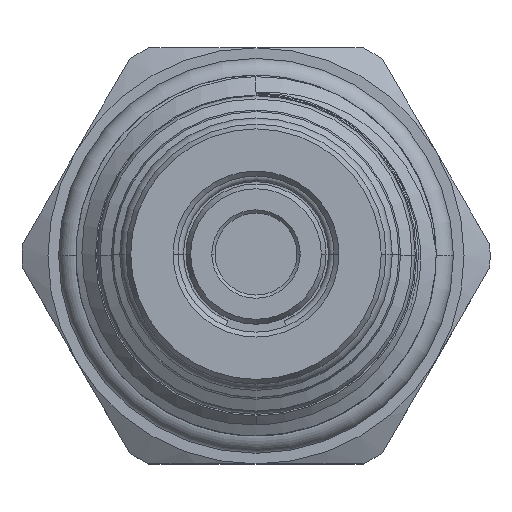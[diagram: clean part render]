
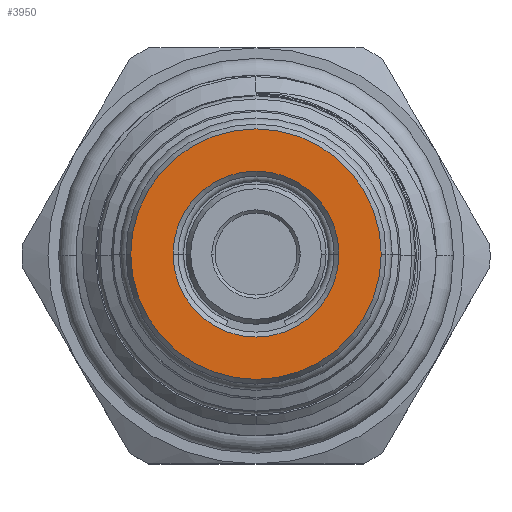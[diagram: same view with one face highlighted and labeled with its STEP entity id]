
A CAD part, top view. The second image highlights one B-rep face of the part: STEP entity #3950.
In plain terms, the highlighted planar face has unit normal (0, 0, 1).
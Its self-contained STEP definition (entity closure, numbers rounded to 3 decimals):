
#2181 = AXIS2_PLACEMENT_3D ( 'NONE', #6933, #6938, #6939 ) ;
#2346 = FACE_BOUND ( 'NONE', #5353, .T. ) ;
#2358 = FACE_OUTER_BOUND ( 'NONE', #5367, .T. ) ;
#2583 = CARTESIAN_POINT ( 'NONE',  ( 0., 0., 441.715 ) ) ;
#2584 = DIRECTION ( 'NONE',  ( 0., 0., -1. ) ) ;
#2585 = DIRECTION ( 'NONE',  ( -1., 0., 0. ) ) ;
#2664 = CARTESIAN_POINT ( 'NONE',  ( 0., 0., 441.715 ) ) ;
#2665 = DIRECTION ( 'NONE',  ( 0., 0., 1. ) ) ;
#2666 = DIRECTION ( 'NONE',  ( 1., 0., 0. ) ) ;
#2841 = CARTESIAN_POINT ( 'NONE',  ( 0., 0., 441.715 ) ) ;
#2842 = DIRECTION ( 'NONE',  ( 0., 0., -1. ) ) ;
#2843 = DIRECTION ( 'NONE',  ( -1., 0., 0. ) ) ;
#2844 = CARTESIAN_POINT ( 'NONE',  ( 0., 0., 441.715 ) ) ;
#2845 = DIRECTION ( 'NONE',  ( 0., 0., 1. ) ) ;
#2846 = DIRECTION ( 'NONE',  ( 1., 0., 0. ) ) ;
#3950 = ADVANCED_FACE ( 'NONE', ( #2346, #2358 ), #6936, .F. ) ;
#4222 = AXIS2_PLACEMENT_3D ( 'NONE', #2583, #2584, #2585 ) ;
#4259 = AXIS2_PLACEMENT_3D ( 'NONE', #2841, #2842, #2843 ) ;
#4272 = AXIS2_PLACEMENT_3D ( 'NONE', #2844, #2845, #2846 ) ;
#4284 = AXIS2_PLACEMENT_3D ( 'NONE', #2664, #2665, #2666 ) ;
#4503 = VERTEX_POINT ( 'NONE', #7498 ) ;
#4613 = VERTEX_POINT ( 'NONE', #7552 ) ;
#5353 = EDGE_LOOP ( 'NONE', ( #5821, #5820 ) ) ;
#5367 = EDGE_LOOP ( 'NONE', ( #5819, #5818 ) ) ;
#5571 = VERTEX_POINT ( 'NONE', #7735 ) ;
#5577 = VERTEX_POINT ( 'NONE', #7741 ) ;
#5818 = ORIENTED_EDGE ( 'NONE', *, *, #10211, .T. ) ;
#5819 = ORIENTED_EDGE ( 'NONE', *, *, #10245, .T. ) ;
#5820 = ORIENTED_EDGE ( 'NONE', *, *, #10244, .T. ) ;
#5821 = ORIENTED_EDGE ( 'NONE', *, *, #10204, .T. ) ;
#6933 = CARTESIAN_POINT ( 'NONE',  ( -7.646, 0., 441.715 ) ) ;
#6936 = PLANE ( 'NONE',  #2181 ) ;
#6938 = DIRECTION ( 'NONE',  ( 0., 0., -1. ) ) ;
#6939 = DIRECTION ( 'NONE',  ( -1., 0., 0. ) ) ;
#7424 = CIRCLE ( 'NONE', #4222, 5.065 ) ;
#7434 = CIRCLE ( 'NONE', #4284, 7.646 ) ;
#7469 = CIRCLE ( 'NONE', #4272, 7.646 ) ;
#7470 = CIRCLE ( 'NONE', #4259, 5.065 ) ;
#7498 = CARTESIAN_POINT ( 'NONE',  ( 5.065, 0., 441.715 ) ) ;
#7552 = CARTESIAN_POINT ( 'NONE',  ( -7.646, 0., 441.715 ) ) ;
#7735 = CARTESIAN_POINT ( 'NONE',  ( 7.646, 0., 441.715 ) ) ;
#7741 = CARTESIAN_POINT ( 'NONE',  ( -5.065, 0., 441.715 ) ) ;
#10204 = EDGE_CURVE ( 'NONE', #4503, #5577, #7424, .T. ) ;
#10211 = EDGE_CURVE ( 'NONE', #5571, #4613, #7434, .T. ) ;
#10244 = EDGE_CURVE ( 'NONE', #5577, #4503, #7470, .T. ) ;
#10245 = EDGE_CURVE ( 'NONE', #4613, #5571, #7469, .T. ) ;
